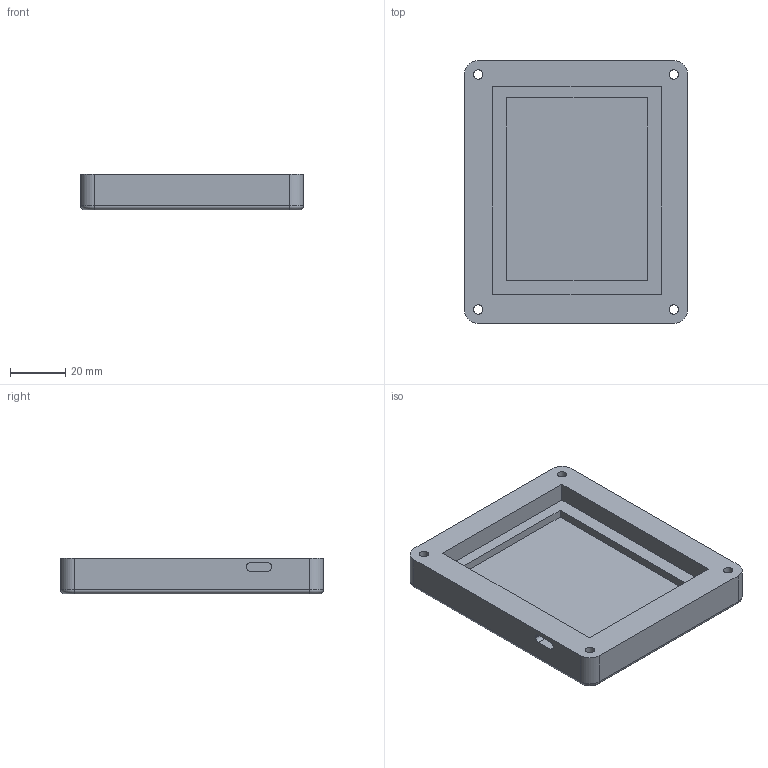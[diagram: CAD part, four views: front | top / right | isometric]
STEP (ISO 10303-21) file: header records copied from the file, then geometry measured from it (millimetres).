
FILE_DESCRIPTION(/* description */ (''),/* implementation_level */ '2;1');
FILE_NAME(/* name */ 'timeomatic bottom.step',/* time_stamp */ '2025-07-26T21:56:48+06:00',/* author */ (''),/* organization */ (''),/* preprocessor_version */ 'ST-DEVELOPER v20.1',/* originating_system */ 'Autodesk Translation Framework v14.10.0.0',/* authorisation */ '');
FILE_SCHEMA (('AUTOMOTIVE_DESIGN { 1 0 10303 214 3 1 1 }'));
Length unit declared in the file: millimetre
Products named in the file (1): 2025-07-16-22-10-57-083
Bounding box: 80.74 x 95.08 x 13 mm (x, y, z)
Volume: 56246.7 mm3; surface area: 26959.9 mm2
Topology: 2 solids, 2 shells, 53 faces, 124 edges, 80 vertices
Faces by surface type: plane 29, cylinder 20, torus 4
Full cylindrical faces by diameter (mm): 3.4 x4, 6 x4
Entity records: 1563 total; most frequent: DIRECTION 276, CARTESIAN_POINT 258, ORIENTED_EDGE 248, EDGE_CURVE 124, AXIS2_PLACEMENT_3D 98, LINE 80, VECTOR 80, VERTEX_POINT 80
